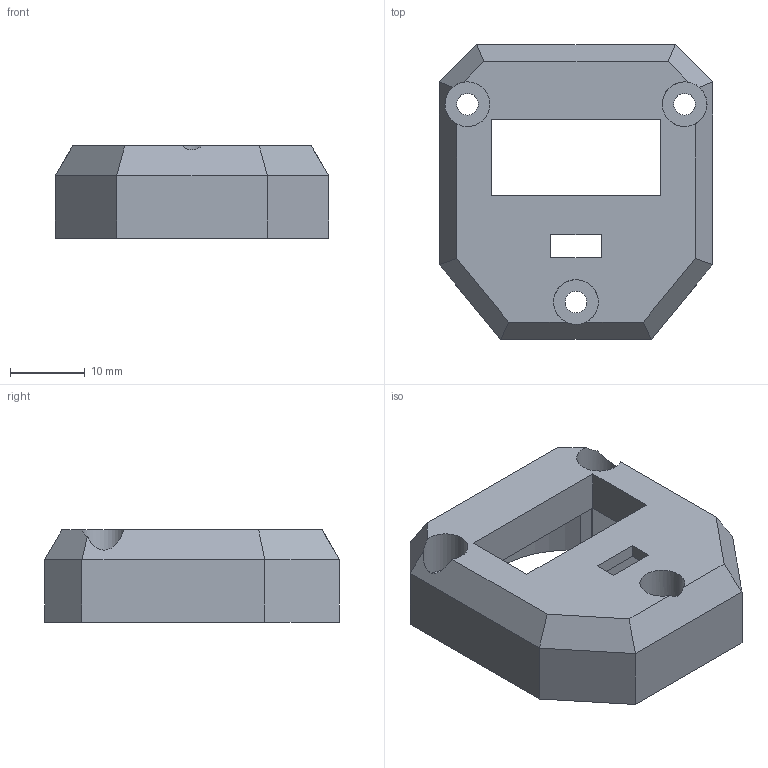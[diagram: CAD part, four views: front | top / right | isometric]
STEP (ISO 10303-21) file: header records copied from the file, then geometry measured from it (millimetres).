
FILE_DESCRIPTION(/* description */ (''),/* implementation_level */ '2;1');
FILE_NAME(/* name */ 'voltmeterback v2.step',/* time_stamp */ '2022-11-20T14:55:44-05:00',/* author */ (''),/* organization */ (''),/* preprocessor_version */ 'ST-DEVELOPER v19.2',/* originating_system */ 'Autodesk Translation Framework v11.17.0.187',/* authorisation */ '');
FILE_SCHEMA (('AUTOMOTIVE_DESIGN { 1 0 10303 214 3 1 1 }'));
Length unit declared in the file: millimetre
Products named in the file (1): voltmeterback
Bounding box: 36.6 x 39.5 x 12.35 mm (x, y, z)
Volume: 8977.6 mm3; surface area: 5252.4 mm2
Topology: 1 solids, 1 shells, 54 faces, 155 edges, 100 vertices
Faces by surface type: plane 47, cylinder 7
Full cylindrical faces by diameter (mm): 2.9 x3, 6 x3
Entity records: 1813 total; most frequent: ORIENTED_EDGE 310, CARTESIAN_POINT 310, DIRECTION 291, EDGE_CURVE 155, LINE 129, VECTOR 129, VERTEX_POINT 100, AXIS2_PLACEMENT_3D 81
